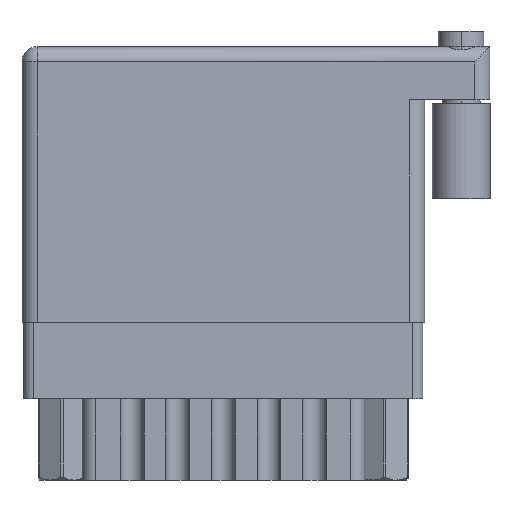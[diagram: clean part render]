
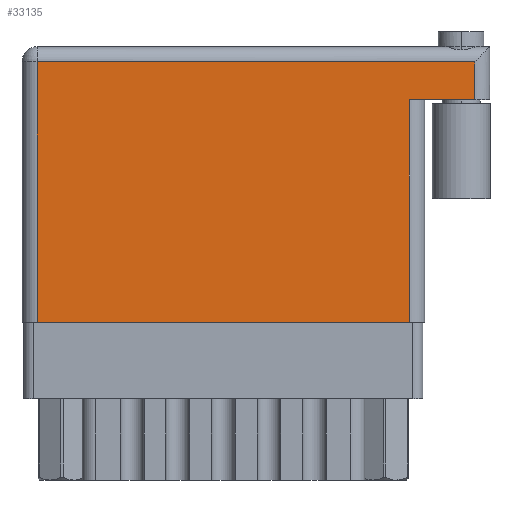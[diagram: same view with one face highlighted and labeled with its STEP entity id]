
A CAD part, front view. The second image highlights one B-rep face of the part: STEP entity #33135.
In plain terms, the highlighted face is planar.
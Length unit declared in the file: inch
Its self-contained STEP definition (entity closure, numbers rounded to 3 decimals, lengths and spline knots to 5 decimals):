
#2384 = ORIENTED_EDGE ( 'NONE', *, *, #32848, .T. ) ;
#2767 = LINE ( 'NONE', #5562, #5883 ) ;
#3736 = VERTEX_POINT ( 'NONE', #23332 ) ;
#4491 = CARTESIAN_POINT ( 'NONE',  ( 0., 0.906, 0. ) ) ;
#4689 = VERTEX_POINT ( 'NONE', #28831 ) ;
#5173 = LINE ( 'NONE', #22342, #32731 ) ;
#5562 = CARTESIAN_POINT ( 'NONE',  ( 0., 0.856, 0. ) ) ;
#5883 = VECTOR ( 'NONE', #34719, 39.37008 ) ;
#7046 = VERTEX_POINT ( 'NONE', #8072 ) ;
#8072 = CARTESIAN_POINT ( 'NONE',  ( 0.05, 0., 0. ) ) ;
#9686 = ORIENTED_EDGE ( 'NONE', *, *, #27334, .T. ) ;
#10120 = CARTESIAN_POINT ( 'NONE',  ( 1.539, 0.731, 0. ) ) ;
#10761 = VECTOR ( 'NONE', #17172, 39.37008 ) ;
#11854 = EDGE_LOOP ( 'NONE', ( #30422, #16222, #16396, #16110, #2384, #9686 ) ) ;
#12393 = DIRECTION ( 'NONE',  ( 0., 1., 0. ) ) ;
#12697 = VECTOR ( 'NONE', #12393, 39.37008 ) ;
#13524 = VECTOR ( 'NONE', #21826, 39.37008 ) ;
#14623 = VERTEX_POINT ( 'NONE', #30591 ) ;
#14718 = LINE ( 'NONE', #27556, #10761 ) ;
#16110 = ORIENTED_EDGE ( 'NONE', *, *, #26062, .T. ) ;
#16222 = ORIENTED_EDGE ( 'NONE', *, *, #17747, .T. ) ;
#16396 = ORIENTED_EDGE ( 'NONE', *, *, #16941, .F. ) ;
#16941 = EDGE_CURVE ( 'NONE', #22184, #4689, #20157, .T. ) ;
#17172 = DIRECTION ( 'NONE',  ( 0., -1., 0. ) ) ;
#17314 = VECTOR ( 'NONE', #30866, 39.37008 ) ;
#17747 = EDGE_CURVE ( 'NONE', #3736, #4689, #22412, .T. ) ;
#17766 = CARTESIAN_POINT ( 'NONE',  ( 0.05, 0.856, 0. ) ) ;
#18540 = DIRECTION ( 'NONE',  ( 1., 0., 0. ) ) ;
#19347 = LINE ( 'NONE', #26759, #13524 ) ;
#20157 = LINE ( 'NONE', #10120, #17314 ) ;
#21826 = DIRECTION ( 'NONE',  ( 0., 1., 0. ) ) ;
#22184 = VERTEX_POINT ( 'NONE', #32357 ) ;
#22342 = CARTESIAN_POINT ( 'NONE',  ( 0., 0., 0. ) ) ;
#22412 = LINE ( 'NONE', #31012, #12697 ) ;
#23109 = DIRECTION ( 'NONE',  ( 0., 0., -1. ) ) ;
#23272 = AXIS2_PLACEMENT_3D ( 'NONE', #4491, #23109, #33977 ) ;
#23332 = CARTESIAN_POINT ( 'NONE',  ( 1.275, 0., 0. ) ) ;
#26062 = EDGE_CURVE ( 'NONE', #22184, #14623, #19347, .T. ) ;
#26759 = CARTESIAN_POINT ( 'NONE',  ( 1.489, 0.906, 0. ) ) ;
#27334 = EDGE_CURVE ( 'NONE', #31343, #7046, #14718, .T. ) ;
#27556 = CARTESIAN_POINT ( 'NONE',  ( 0.05, 0., 0. ) ) ;
#28831 = CARTESIAN_POINT ( 'NONE',  ( 1.275, 0.731, 0. ) ) ;
#30422 = ORIENTED_EDGE ( 'NONE', *, *, #31185, .T. ) ;
#30591 = CARTESIAN_POINT ( 'NONE',  ( 1.489, 0.856, 0. ) ) ;
#30674 = FACE_OUTER_BOUND ( 'NONE', #11854, .T. ) ;
#30848 = PLANE ( 'NONE',  #23272 ) ;
#30866 = DIRECTION ( 'NONE',  ( -1., 0., 0. ) ) ;
#31012 = CARTESIAN_POINT ( 'NONE',  ( 1.275, 0.731, 0. ) ) ;
#31185 = EDGE_CURVE ( 'NONE', #7046, #3736, #5173, .T. ) ;
#31343 = VERTEX_POINT ( 'NONE', #17766 ) ;
#32357 = CARTESIAN_POINT ( 'NONE',  ( 1.489, 0.731, 0. ) ) ;
#32731 = VECTOR ( 'NONE', #18540, 39.37008 ) ;
#32848 = EDGE_CURVE ( 'NONE', #14623, #31343, #2767, .T. ) ;
#33135 = ADVANCED_FACE ( 'NONE', ( #30674 ), #30848, .F. ) ;
#33977 = DIRECTION ( 'NONE',  ( -1., 0., 0. ) ) ;
#34719 = DIRECTION ( 'NONE',  ( -1., 0., 0. ) ) ;
